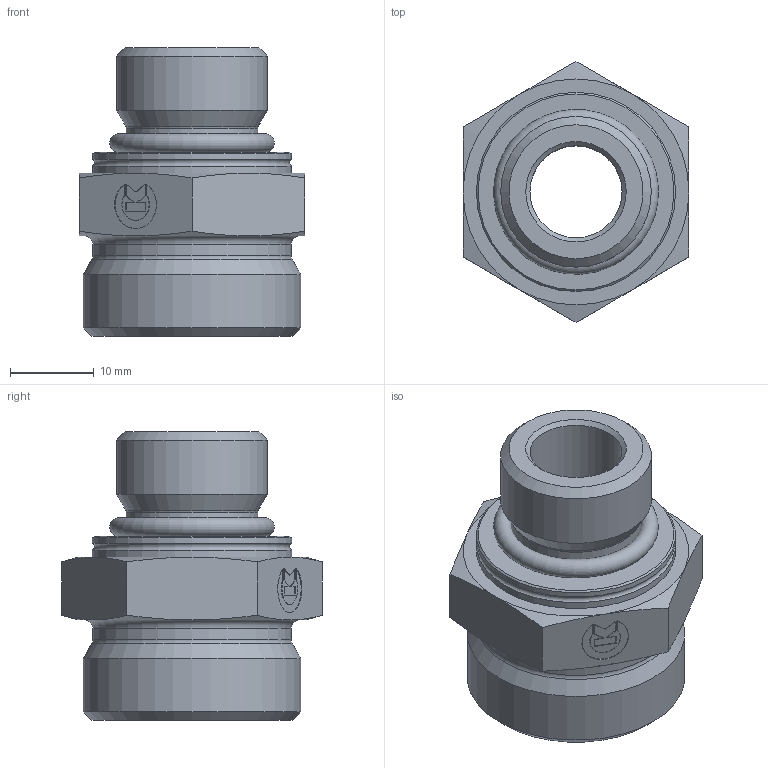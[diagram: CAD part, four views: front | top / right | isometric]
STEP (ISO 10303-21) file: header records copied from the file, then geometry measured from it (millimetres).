
FILE_DESCRIPTION((''),'2;1');
FILE_NAME('134181826.stp','2014-08-08T14:52:03',(''),('KNOMI spol. s r. o.'),'Autodesk Inventor 2012','Autodesk Inventor 2012','');
FILE_SCHEMA(('AUTOMOTIVE_DESIGN { 1 2 10303 214 0 1 1 1 }'));
Length unit declared in the file: millimetre
Products named in the file (3): PHFM2 18LM18 M18/M26; 135181826; 60815300220
Assembly tree (2 placements, depth 2):
  PHFM2 18LM18 M18/M26
    135181826
    60815300220
Bounding box: 27 x 31.18 x 34.5 mm (x, y, z)
Volume: 9473.3 mm3; surface area: 5415.8 mm2
Topology: 2 solids, 2 shells, 81 faces, 191 edges, 120 vertices
Faces by surface type: plane 42, cone 20, cylinder 13, torus 6
Full cylindrical faces by diameter (mm): 11 x1, 15 x1, 15.7 x1, 18 x2, 23.7 x1, 23.8 x2, 26 x1
Entity records: 2285 total; most frequent: CARTESIAN_POINT 407, DIRECTION 358, ORIENTED_EDGE 322, EDGE_CURVE 161, AXIS2_PLACEMENT_3D 135, EDGE_LOOP 113, VERTEX_POINT 112, VECTOR 88
